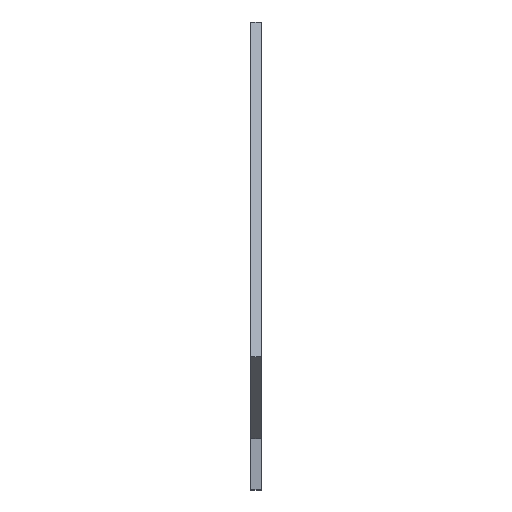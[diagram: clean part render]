
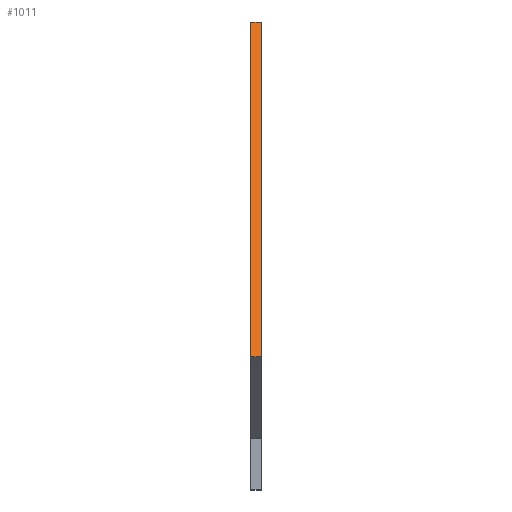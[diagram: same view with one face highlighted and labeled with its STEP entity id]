
A CAD part, top view. The second image highlights one B-rep face of the part: STEP entity #1011.
In plain terms, the highlighted planar face has unit normal (0, 0.5, 0.866).
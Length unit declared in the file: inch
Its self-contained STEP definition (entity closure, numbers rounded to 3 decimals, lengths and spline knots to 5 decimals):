
#86=PLANE('',#1145);
#130=FACE_OUTER_BOUND('',#174,.T.);
#174=EDGE_LOOP('',(#794,#795,#796,#797));
#294=LINE('',#1666,#352);
#295=LINE('',#1669,#353);
#296=LINE('',#1671,#354);
#297=LINE('',#1672,#355);
#352=VECTOR('',#1411,0.3937);
#353=VECTOR('',#1414,0.3937);
#354=VECTOR('',#1415,0.3937);
#355=VECTOR('',#1416,0.3937);
#508=VERTEX_POINT('',#1662);
#509=VERTEX_POINT('',#1664);
#510=VERTEX_POINT('',#1668);
#511=VERTEX_POINT('',#1670);
#630=EDGE_CURVE('',#508,#509,#294,.T.);
#631=EDGE_CURVE('',#510,#508,#295,.T.);
#632=EDGE_CURVE('',#511,#509,#296,.T.);
#633=EDGE_CURVE('',#510,#511,#297,.T.);
#794=ORIENTED_EDGE('',*,*,#631,.T.);
#795=ORIENTED_EDGE('',*,*,#630,.T.);
#796=ORIENTED_EDGE('',*,*,#632,.F.);
#797=ORIENTED_EDGE('',*,*,#633,.F.);
#1011=ADVANCED_FACE('',(#130),#86,.T.);
#1145=AXIS2_PLACEMENT_3D('',#1667,#1412,#1413);
#1411=DIRECTION('',(1.,0.,0.));
#1412=DIRECTION('center_axis',(0.,0.5,0.866));
#1413=DIRECTION('ref_axis',(0.,-0.866,0.5));
#1414=DIRECTION('',(0.,-0.866,0.5));
#1415=DIRECTION('',(0.,-0.866,0.5));
#1416=DIRECTION('',(1.,0.,0.));
#1662=CARTESIAN_POINT('',(1.,20.23761,6.35612));
#1664=CARTESIAN_POINT('',(1.125,20.23761,6.35612));
#1666=CARTESIAN_POINT('',(1.,20.23761,6.35612));
#1667=CARTESIAN_POINT('Origin',(1.,24.35123,3.98112));
#1668=CARTESIAN_POINT('',(1.,24.35123,3.98112));
#1669=CARTESIAN_POINT('',(1.,24.35123,3.98112));
#1670=CARTESIAN_POINT('',(1.125,24.35123,3.98112));
#1671=CARTESIAN_POINT('',(1.125,24.35123,3.98112));
#1672=CARTESIAN_POINT('',(1.,24.35123,3.98112));
